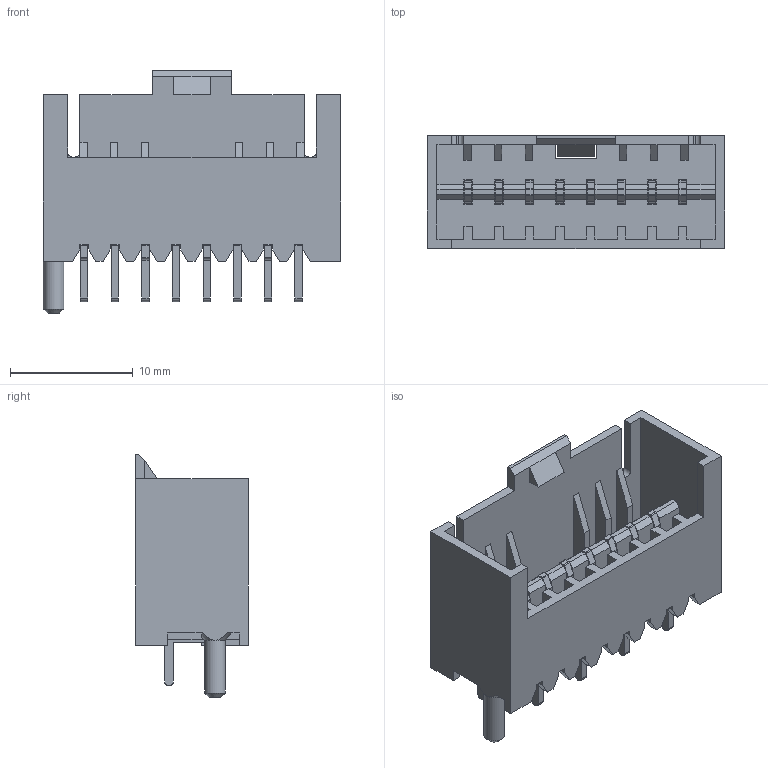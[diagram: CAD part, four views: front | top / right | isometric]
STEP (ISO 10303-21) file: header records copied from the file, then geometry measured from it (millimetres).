
FILE_DESCRIPTION(/* description */ ('Unknown'),/* implementation_level */ '2;1');
FILE_NAME(/* name */ 'J_Wurth_WR-RAST_667101110108',/* time_stamp */ '2025-08-29T17:14:53+08:00',/* author */ ('Unknown'),/* organization */ ('Unknown'),/* preprocessor_version */ 'ST-DEVELOPER v19.4',/* originating_system */ 'Solid Edge',/* authorisation */ 'Unknown');
FILE_SCHEMA (('AUTOMOTIVE_DESIGN {1 0 10303 214 3 1 1}'));
Length unit declared in the file: millimetre
Products named in the file (2): J_Wurth_WR-RAST_667101110108
Assembly tree (1 placements, depth 2):
  J_Wurth_WR-RAST_667101110108
    J_Wurth_WR-RAST_667101110108
Bounding box: 24.3 x 9.2 x 19.9 mm (x, y, z)
Volume: 1094.5 mm3; surface area: 2818.4 mm2
Topology: 1 solids, 1 shells, 591 faces, 1817 edges, 1210 vertices
Faces by surface type: plane 408, cylinder 181, cone 2
Full cylindrical faces by diameter (mm): 1.7 x1
Entity records: 24448 total; most frequent: CARTESIAN_POINT 3638, ORIENTED_EDGE 3628, DIRECTION 3362, EDGE_CURVE 1814, LINE 1444, VECTOR 1444, VERTEX_POINT 1209, AXIS2_PLACEMENT_3D 959
